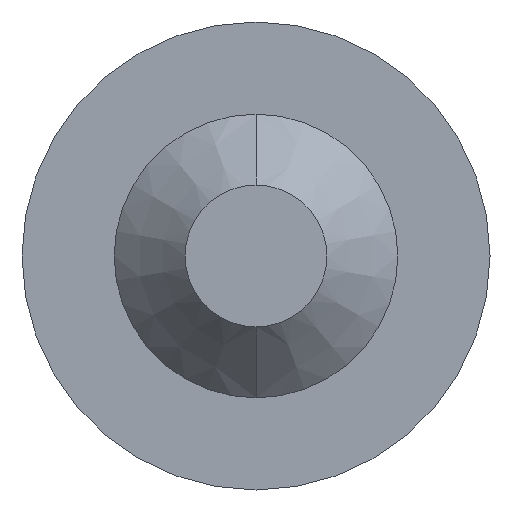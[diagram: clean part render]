
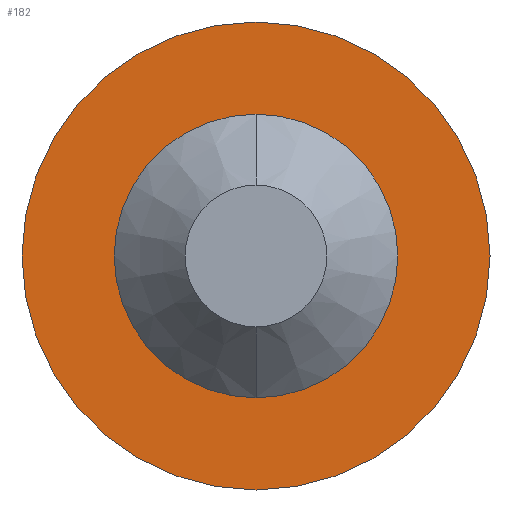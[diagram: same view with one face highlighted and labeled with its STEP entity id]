
A CAD part, front view. The second image highlights one B-rep face of the part: STEP entity #182.
In plain terms, the highlighted planar face has unit normal (0, -1, 0).
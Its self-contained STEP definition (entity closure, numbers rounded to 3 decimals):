
#3 = AXIS2_PLACEMENT_3D ( 'NONE', #28, #511, #23 ) ;
#6 = DIRECTION ( 'NONE',  ( 0., 1., 0. ) ) ;
#13 = AXIS2_PLACEMENT_3D ( 'NONE', #348, #550, #117 ) ;
#16 = CIRCLE ( 'NONE', #13, 1. ) ;
#23 = DIRECTION ( 'NONE',  ( 0., 0., 1. ) ) ;
#28 = CARTESIAN_POINT ( 'NONE',  ( 0., 0., 0. ) ) ;
#31 = EDGE_CURVE ( 'NONE', #254, #438, #582, .T. ) ;
#73 = CARTESIAN_POINT ( 'NONE',  ( 0., 0., 1.65 ) ) ;
#84 = ORIENTED_EDGE ( 'NONE', *, *, #206, .T. ) ;
#100 = DIRECTION ( 'NONE',  ( 0., 1., 0. ) ) ;
#117 = DIRECTION ( 'NONE',  ( 0., 0., 1. ) ) ;
#128 = CARTESIAN_POINT ( 'NONE',  ( 0., 0., -1. ) ) ;
#149 = EDGE_LOOP ( 'NONE', ( #351, #510 ) ) ;
#150 = DIRECTION ( 'NONE',  ( 0., 0., 1. ) ) ;
#168 = CARTESIAN_POINT ( 'NONE',  ( 0., 0., 1. ) ) ;
#182 = ADVANCED_FACE ( 'NONE', ( #623, #253 ), #343, .F. ) ;
#192 = DIRECTION ( 'NONE',  ( 0., 0., 1. ) ) ;
#206 = EDGE_CURVE ( 'NONE', #280, #518, #581, .T. ) ;
#214 = AXIS2_PLACEMENT_3D ( 'NONE', #406, #562, #258 ) ;
#228 = AXIS2_PLACEMENT_3D ( 'NONE', #292, #100, #150 ) ;
#253 = FACE_OUTER_BOUND ( 'NONE', #149, .T. ) ;
#254 = VERTEX_POINT ( 'NONE', #537 ) ;
#258 = DIRECTION ( 'NONE',  ( 0., 0., 1. ) ) ;
#280 = VERTEX_POINT ( 'NONE', #168 ) ;
#292 = CARTESIAN_POINT ( 'NONE',  ( 0., 0., 0. ) ) ;
#329 = EDGE_CURVE ( 'NONE', #518, #280, #16, .T. ) ;
#336 = AXIS2_PLACEMENT_3D ( 'NONE', #540, #6, #192 ) ;
#343 = PLANE ( 'NONE',  #228 ) ;
#348 = CARTESIAN_POINT ( 'NONE',  ( 0., 0., 0. ) ) ;
#351 = ORIENTED_EDGE ( 'NONE', *, *, #31, .F. ) ;
#372 = CIRCLE ( 'NONE', #3, 1.65 ) ;
#403 = EDGE_LOOP ( 'NONE', ( #84, #436 ) ) ;
#406 = CARTESIAN_POINT ( 'NONE',  ( 0., 0., 0. ) ) ;
#436 = ORIENTED_EDGE ( 'NONE', *, *, #329, .T. ) ;
#438 = VERTEX_POINT ( 'NONE', #73 ) ;
#477 = EDGE_CURVE ( 'NONE', #438, #254, #372, .T. ) ;
#510 = ORIENTED_EDGE ( 'NONE', *, *, #477, .F. ) ;
#511 = DIRECTION ( 'NONE',  ( 0., 1., 0. ) ) ;
#518 = VERTEX_POINT ( 'NONE', #128 ) ;
#537 = CARTESIAN_POINT ( 'NONE',  ( 0., 0., -1.65 ) ) ;
#540 = CARTESIAN_POINT ( 'NONE',  ( 0., 0., 0. ) ) ;
#550 = DIRECTION ( 'NONE',  ( 0., 1., 0. ) ) ;
#562 = DIRECTION ( 'NONE',  ( 0., 1., 0. ) ) ;
#581 = CIRCLE ( 'NONE', #336, 1. ) ;
#582 = CIRCLE ( 'NONE', #214, 1.65 ) ;
#623 = FACE_BOUND ( 'NONE', #403, .T. ) ;
